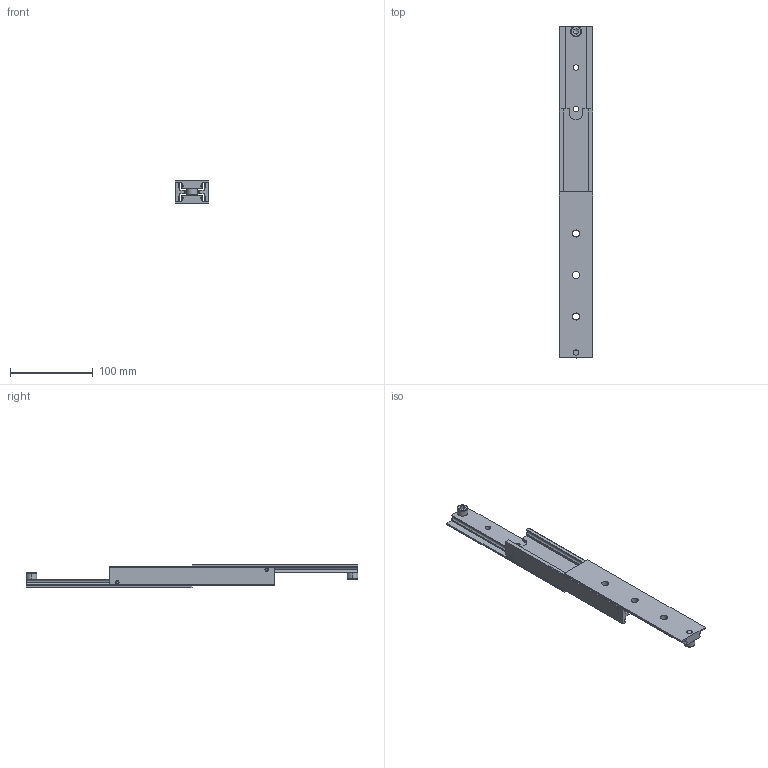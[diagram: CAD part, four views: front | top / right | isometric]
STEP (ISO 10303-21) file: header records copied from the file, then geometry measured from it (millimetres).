
FILE_DESCRIPTION((''),'2;1');
FILE_NAME('KDTS-40-200.stp','2022-05-26T12:01:43',(''),(''),'Mechanical Desktop 2006','Mechanical Desktop 2006',', , ');
FILE_SCHEMA(('CONFIG_CONTROL_DESIGN'));
Length unit declared in the file: millimetre
Products named in the file (4): KDTS40-A; INNER BEAM; F OUTER BEAM; OUTER BEAM
Assembly tree (3 placements, depth 2):
  KDTS40-A
    INNER BEAM
    F OUTER BEAM
    OUTER BEAM
Bounding box: 40 x 400 x 28 mm (x, y, z)
Volume: 164778.6 mm3; surface area: 76892.3 mm2
Topology: 3 solids, 25 shells, 538 faces, 1410 edges, 862 vertices
Faces by surface type: cylinder 144, cone 142, torus 140, plane 108, bspline 4
Entity records: 17571 total; most frequent: CARTESIAN_POINT 3994, DIRECTION 3034, ORIENTED_EDGE 2796, EDGE_CURVE 1398, AXIS2_PLACEMENT_3D 1286, VERTEX_POINT 862, CIRCLE 740, EDGE_LOOP 564
